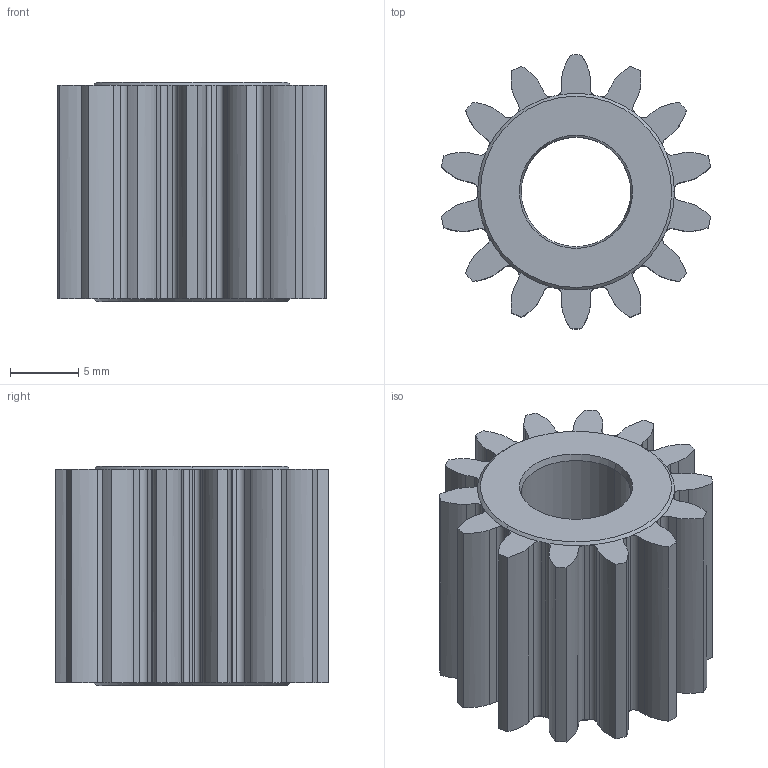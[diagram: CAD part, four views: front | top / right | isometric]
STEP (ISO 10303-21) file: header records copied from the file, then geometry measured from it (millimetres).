
FILE_DESCRIPTION (( 'STEP AP214' ), '1' );
FILE_NAME ('Gear00021.STEP', '2017-09-01T08:18:15', ( '13' ), ( '' ), 'SwSTEP 2.0', 'SolidWorks 2012', '' );
FILE_SCHEMA (( 'AUTOMOTIVE_DESIGN' ));
Length unit declared in the file: millimetre
Products named in the file (1): Gear00021
Bounding box: 19.66 x 20 x 16 mm (x, y, z)
Volume: 2914.7 mm3; surface area: 2453.4 mm2
Topology: 1 solids, 1 shells, 146 faces, 396 edges, 253 vertices
Faces by surface type: cylinder 65, plane 45, bspline 28, cone 8
Entity records: 5041 total; most frequent: CARTESIAN_POINT 1384, ORIENTED_EDGE 792, DIRECTION 733, EDGE_CURVE 396, AXIS2_PLACEMENT_3D 274, VERTEX_POINT 253, LINE 185, VECTOR 185
